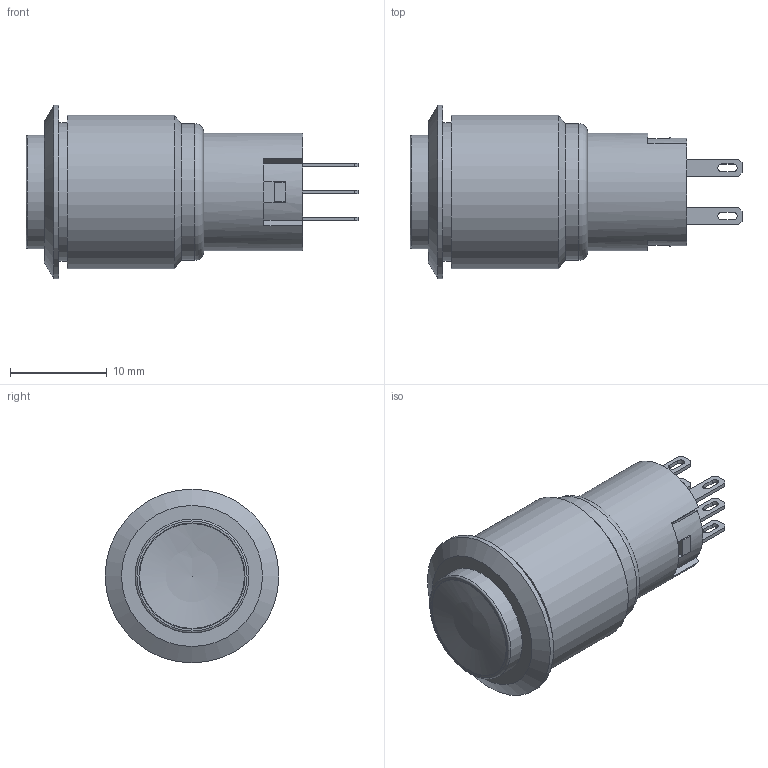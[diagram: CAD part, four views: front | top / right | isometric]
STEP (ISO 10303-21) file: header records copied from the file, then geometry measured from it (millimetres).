
FILE_DESCRIPTION(/* description */ (''),/* implementation_level */ '2;1');
FILE_NAME(/* name */ 'PV3SWH2H0SSG.stp',/* time_stamp */ '2024-04-23T13:12:33-05:00',/* author */ ('jsteinblock'),/* organization */ (''),/* preprocessor_version */ 'ST-DEVELOPER v18.1',/* originating_system */ 'Autodesk Inventor 2022',/* authorisation */ '');
FILE_SCHEMA (('AUTOMOTIVE_DESIGN { 1 0 10303 214 3 1 1 }'));
Length unit declared in the file: millimetre
Products named in the file (1): Part4
Bounding box: 34.4 x 18 x 18 mm (x, y, z)
Volume: 3228.7 mm3; surface area: 2718.9 mm2
Topology: 1 solids, 2 shells, 334 faces, 882 edges, 583 vertices
Faces by surface type: plane 230, bspline 68, cylinder 29, torus 4, cone 2, sphere 1
Full cylindrical faces by diameter (mm): 11.8 x2, 12.2 x1, 14.16 x1, 14.37 x1, 15.9 x1, 18 x1
Entity records: 10798 total; most frequent: CARTESIAN_POINT 2801, ORIENTED_EDGE 1762, DIRECTION 1376, EDGE_CURVE 881, LINE 648, VECTOR 648, VERTEX_POINT 583, EDGE_LOOP 386
